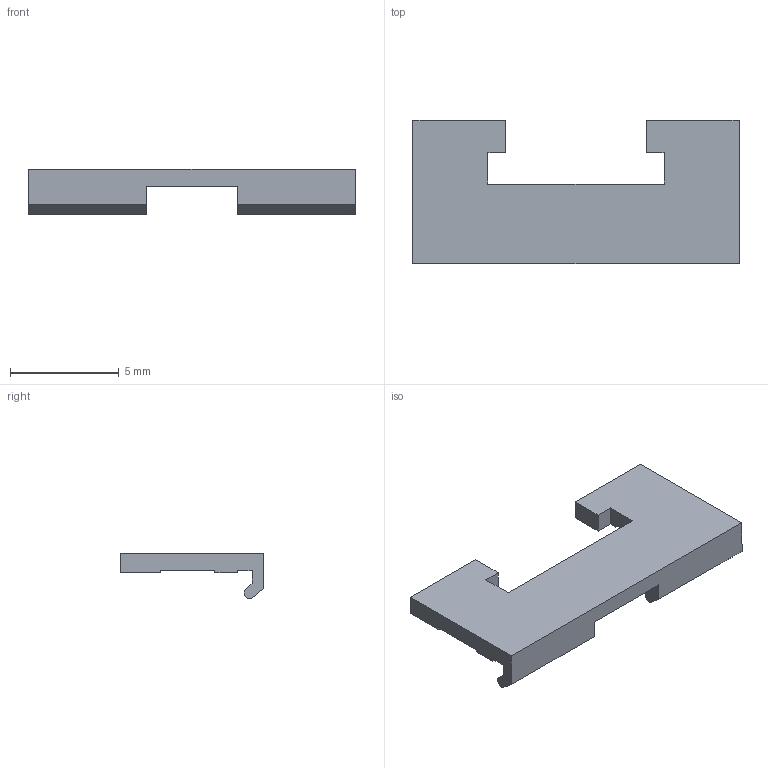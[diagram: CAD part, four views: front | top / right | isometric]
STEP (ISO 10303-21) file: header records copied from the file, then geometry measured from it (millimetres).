
FILE_DESCRIPTION(('CATIA V5R19 STEP'),'2;1');
FILE_NAME ('D1448324_0', '2015-02-24T10:31:31+00:00', ('Weidmueller Interface'), ('Weidmueller'), 'CATIA Version 5 Release 20 SP 5 (IN-10)', 'CATIA V5 STEP AP214', 'none');
FILE_SCHEMA(('AUTOMOTIVE_DESIGN { 1 0 10303 214 1 1 1 1 }'));
Length unit declared in the file: millimetre
Products named in the file (1): ESG 6.6/15 BHZ_5.00/03
Bounding box: 15 x 6.6 x 2.08 mm (x, y, z)
Volume: 72.7 mm3; surface area: 234 mm2
Topology: 1 solids, 1 shells, 40 faces, 116 edges, 78 vertices
Faces by surface type: plane 40
Entity records: 1239 total; most frequent: ORIENTED_EDGE 232, CARTESIAN_POINT 219, DIRECTION 164, VECTOR 116, EDGE_CURVE 116, LINE 116, VERTEX_POINT 78, ADVANCED_FACE 40
